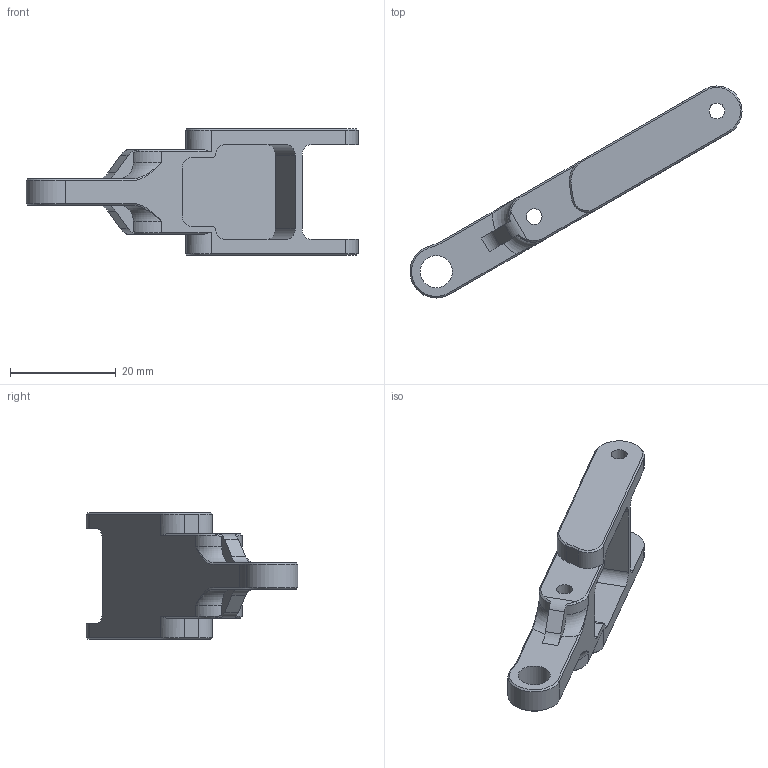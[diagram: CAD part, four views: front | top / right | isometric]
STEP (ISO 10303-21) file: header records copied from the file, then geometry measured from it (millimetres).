
FILE_DESCRIPTION(/* description */ ('STEP AP242','CAx-IF Rec.Pracs.---Representation and Presentation of Product Manufacturing Information (PMI)---4.0---2014-10-13','CAx-IF Rec.Pracs.---3D Tessellated Geometry---0.4---2014-09-14','2;1'),/* implementation_level */ '2;1');
FILE_NAME(/* name */ 'PincOpen - Internal_Rod',/* time_stamp */ '2025-03-10T14:50:41Z',/* author */ (''),/* organization */ (''),/* preprocessor_version */ 'ST-DEVELOPER v20',/* originating_system */ 'ONSHAPE BY PTC INC, 1.194',/* authorisation */ ' ');
FILE_SCHEMA (('AP242_MANAGED_MODEL_BASED_3D_ENGINEERING_MIM_LF { 1 0 10303 442 1 1 4 }'));
Length unit declared in the file: metre
Products named in the file (1): Internal_Rod
Bounding box: 62.91 x 40.16 x 24 mm (x, y, z)
Volume: 5560.1 mm3; surface area: 4679 mm2
Topology: 1 solids, 1 shells, 100 faces, 261 edges, 160 vertices
Faces by surface type: plane 42, cylinder 32, cone 14, bspline 8, torus 4
Full cylindrical faces by diameter (mm): 3 x3, 6.1 x1
Entity records: 3231 total; most frequent: CARTESIAN_POINT 800, ORIENTED_EDGE 506, DIRECTION 493, EDGE_CURVE 253, AXIS2_PLACEMENT_3D 179, VERTEX_POINT 160, LINE 135, VECTOR 135
